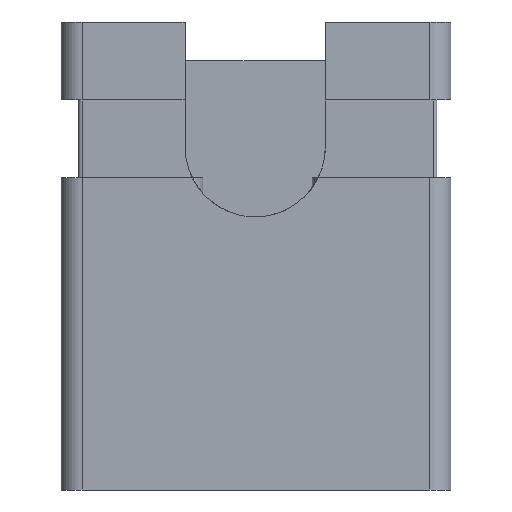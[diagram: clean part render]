
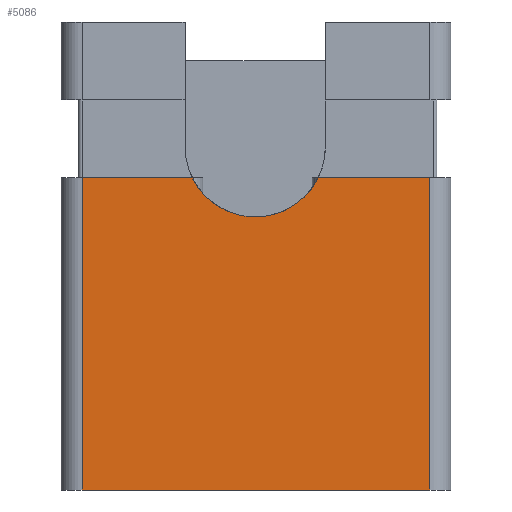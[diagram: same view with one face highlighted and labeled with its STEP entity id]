
A CAD part, front view. The second image highlights one B-rep face of the part: STEP entity #5086.
In plain terms, the highlighted planar face has unit normal (0, -1, 0).
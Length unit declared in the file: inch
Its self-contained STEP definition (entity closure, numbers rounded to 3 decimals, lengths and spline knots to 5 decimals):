
#4191 = PLANE('',#4192);
#4192 = AXIS2_PLACEMENT_3D('',#4193,#4194,#4195);
#4193 = CARTESIAN_POINT('',(0.04685,0.03858,0.1));
#4194 = DIRECTION('',(0.,0.,-1.));
#4195 = DIRECTION('',(-1.,0.,0.));
#4252 = PLANE('',#4253);
#4253 = AXIS2_PLACEMENT_3D('',#4254,#4255,#4256);
#4254 = CARTESIAN_POINT('',(-0.15512,0.05512,
    0.25748));
#4255 = DIRECTION('',(0.,0.,1.));
#4256 = DIRECTION('',(1.,0.,0.));
#4322 = VERTEX_POINT('',#4323);
#4323 = CARTESIAN_POINT('',(0.03622,-0.04921,0.1));
#4342 = CYLINDRICAL_SURFACE('',#4343,0.01063);
#4343 = AXIS2_PLACEMENT_3D('',#4344,#4345,#4346);
#4344 = CARTESIAN_POINT('',(0.03622,-0.03858,0.1)
  );
#4345 = DIRECTION('',(-0.,-0.,-1.));
#4346 = DIRECTION('',(1.,0.,0.));
#4354 = EDGE_CURVE('',#4355,#4322,#4357,.T.);
#4355 = VERTEX_POINT('',#4356);
#4356 = CARTESIAN_POINT('',(-0.13937,-0.04921,0.1));
#4357 = SURFACE_CURVE('',#4358,(#4362,#4369),.PCURVE_S1.);
#4358 = LINE('',#4359,#4360);
#4359 = CARTESIAN_POINT('',(-0.13937,-0.04921,0.1));
#4360 = VECTOR('',#4361,0.03937);
#4361 = DIRECTION('',(1.,0.,0.));
#4362 = PCURVE('',#4191,#4363);
#4363 = DEFINITIONAL_REPRESENTATION('',(#4364),#4368);
#4364 = LINE('',#4365,#4366);
#4365 = CARTESIAN_POINT('',(0.186,-0.088));
#4366 = VECTOR('',#4367,1.);
#4367 = DIRECTION('',(-1.,0.));
#4368 = ( GEOMETRIC_REPRESENTATION_CONTEXT(2) 
PARAMETRIC_REPRESENTATION_CONTEXT() REPRESENTATION_CONTEXT('2D SPACE',''
  ) );
#4369 = PCURVE('',#4370,#4375);
#4370 = PLANE('',#4371);
#4371 = AXIS2_PLACEMENT_3D('',#4372,#4373,#4374);
#4372 = CARTESIAN_POINT('',(-0.13937,-0.04921,0.1));
#4373 = DIRECTION('',(0.,1.,0.));
#4374 = DIRECTION('',(1.,0.,0.));
#4375 = DEFINITIONAL_REPRESENTATION('',(#4376),#4380);
#4376 = LINE('',#4377,#4378);
#4377 = CARTESIAN_POINT('',(0.,0.));
#4378 = VECTOR('',#4379,1.);
#4379 = DIRECTION('',(1.,0.));
#4380 = ( GEOMETRIC_REPRESENTATION_CONTEXT(2) 
PARAMETRIC_REPRESENTATION_CONTEXT() REPRESENTATION_CONTEXT('2D SPACE',''
  ) );
#4403 = CYLINDRICAL_SURFACE('',#4404,0.01063);
#4404 = AXIS2_PLACEMENT_3D('',#4405,#4406,#4407);
#4405 = CARTESIAN_POINT('',(-0.13937,-0.03858,0.1));
#4406 = DIRECTION('',(-0.,-0.,-1.));
#4407 = DIRECTION('',(1.,0.,0.));
#4653 = PLANE('',#4654);
#4654 = AXIS2_PLACEMENT_3D('',#4655,#4656,#4657);
#4655 = CARTESIAN_POINT('',(-0.15512,0.05512,
    0.25748));
#4656 = DIRECTION('',(0.,0.,1.));
#4657 = DIRECTION('',(1.,0.,0.));
#4884 = VERTEX_POINT('',#4885);
#4885 = CARTESIAN_POINT('',(-0.02023,-0.04921,
    0.25748));
#4898 = CYLINDRICAL_SURFACE('',#4899,0.03543);
#4899 = AXIS2_PLACEMENT_3D('',#4900,#4901,#4902);
#4900 = CARTESIAN_POINT('',(-0.05197,-0.04921,
    0.27323));
#4901 = DIRECTION('',(0.,-1.,0.));
#4902 = DIRECTION('',(1.,0.,0.));
#4909 = EDGE_CURVE('',#4884,#4910,#4912,.T.);
#4910 = VERTEX_POINT('',#4911);
#4911 = CARTESIAN_POINT('',(0.03622,-0.04921,
    0.25748));
#4912 = SURFACE_CURVE('',#4913,(#4917,#4923),.PCURVE_S1.);
#4913 = LINE('',#4914,#4915);
#4914 = CARTESIAN_POINT('',(-0.14724,-0.04921,
    0.25748));
#4915 = VECTOR('',#4916,0.03937);
#4916 = DIRECTION('',(1.,0.,0.));
#4917 = PCURVE('',#4252,#4918);
#4918 = DEFINITIONAL_REPRESENTATION('',(#4919),#4922);
#4919 = B_SPLINE_CURVE_WITH_KNOTS('',1,(#4920,#4921),.UNSPECIFIED.,.F.,
  .F.,(2,2),(-0.246,5.106),.PIECEWISE_BEZIER_KNOTS.);
#4920 = CARTESIAN_POINT('',(-0.002,-0.104));
#4921 = CARTESIAN_POINT('',(0.209,-0.104));
#4922 = ( GEOMETRIC_REPRESENTATION_CONTEXT(2) 
PARAMETRIC_REPRESENTATION_CONTEXT() REPRESENTATION_CONTEXT('2D SPACE',''
  ) );
#4923 = PCURVE('',#4370,#4924);
#4924 = DEFINITIONAL_REPRESENTATION('',(#4925),#4928);
#4925 = B_SPLINE_CURVE_WITH_KNOTS('',1,(#4926,#4927),.UNSPECIFIED.,.F.,
  .F.,(2,2),(-0.246,5.106),.PIECEWISE_BEZIER_KNOTS.);
#4926 = CARTESIAN_POINT('',(-0.018,-0.157));
#4927 = CARTESIAN_POINT('',(0.193,-0.157));
#4928 = ( GEOMETRIC_REPRESENTATION_CONTEXT(2) 
PARAMETRIC_REPRESENTATION_CONTEXT() REPRESENTATION_CONTEXT('2D SPACE',''
  ) );
#5010 = EDGE_CURVE('',#4322,#4910,#5011,.T.);
#5011 = SURFACE_CURVE('',#5012,(#5016,#5023),.PCURVE_S1.);
#5012 = LINE('',#5013,#5014);
#5013 = CARTESIAN_POINT('',(0.03622,-0.04921,0.1));
#5014 = VECTOR('',#5015,0.03937);
#5015 = DIRECTION('',(0.,0.,1.));
#5016 = PCURVE('',#4342,#5017);
#5017 = DEFINITIONAL_REPRESENTATION('',(#5018),#5022);
#5018 = LINE('',#5019,#5020);
#5019 = CARTESIAN_POINT('',(-4.712,0.));
#5020 = VECTOR('',#5021,1.);
#5021 = DIRECTION('',(-0.,-1.));
#5022 = ( GEOMETRIC_REPRESENTATION_CONTEXT(2) 
PARAMETRIC_REPRESENTATION_CONTEXT() REPRESENTATION_CONTEXT('2D SPACE',''
  ) );
#5023 = PCURVE('',#4370,#5024);
#5024 = DEFINITIONAL_REPRESENTATION('',(#5025),#5029);
#5025 = LINE('',#5026,#5027);
#5026 = CARTESIAN_POINT('',(0.176,0.));
#5027 = VECTOR('',#5028,1.);
#5028 = DIRECTION('',(0.,-1.));
#5029 = ( GEOMETRIC_REPRESENTATION_CONTEXT(2) 
PARAMETRIC_REPRESENTATION_CONTEXT() REPRESENTATION_CONTEXT('2D SPACE',''
  ) );
#5086 = ADVANCED_FACE('',(#5087),#4370,.F.);
#5087 = FACE_BOUND('',#5088,.F.);
#5088 = EDGE_LOOP('',(#5089,#5090,#5113,#5134,#5160,#5161));
#5089 = ORIENTED_EDGE('',*,*,#4354,.F.);
#5090 = ORIENTED_EDGE('',*,*,#5091,.T.);
#5091 = EDGE_CURVE('',#4355,#5092,#5094,.T.);
#5092 = VERTEX_POINT('',#5093);
#5093 = CARTESIAN_POINT('',(-0.13937,-0.04921,
    0.25748));
#5094 = SURFACE_CURVE('',#5095,(#5099,#5106),.PCURVE_S1.);
#5095 = LINE('',#5096,#5097);
#5096 = CARTESIAN_POINT('',(-0.13937,-0.04921,0.1));
#5097 = VECTOR('',#5098,0.03937);
#5098 = DIRECTION('',(0.,0.,1.));
#5099 = PCURVE('',#4370,#5100);
#5100 = DEFINITIONAL_REPRESENTATION('',(#5101),#5105);
#5101 = LINE('',#5102,#5103);
#5102 = CARTESIAN_POINT('',(0.,0.));
#5103 = VECTOR('',#5104,1.);
#5104 = DIRECTION('',(0.,-1.));
#5105 = ( GEOMETRIC_REPRESENTATION_CONTEXT(2) 
PARAMETRIC_REPRESENTATION_CONTEXT() REPRESENTATION_CONTEXT('2D SPACE',''
  ) );
#5106 = PCURVE('',#4403,#5107);
#5107 = DEFINITIONAL_REPRESENTATION('',(#5108),#5112);
#5108 = LINE('',#5109,#5110);
#5109 = CARTESIAN_POINT('',(-4.712,0.));
#5110 = VECTOR('',#5111,1.);
#5111 = DIRECTION('',(-0.,-1.));
#5112 = ( GEOMETRIC_REPRESENTATION_CONTEXT(2) 
PARAMETRIC_REPRESENTATION_CONTEXT() REPRESENTATION_CONTEXT('2D SPACE',''
  ) );
#5113 = ORIENTED_EDGE('',*,*,#5114,.T.);
#5114 = EDGE_CURVE('',#5092,#5115,#5117,.T.);
#5115 = VERTEX_POINT('',#5116);
#5116 = CARTESIAN_POINT('',(-0.08371,-0.04921,
    0.25748));
#5117 = SURFACE_CURVE('',#5118,(#5122,#5128),.PCURVE_S1.);
#5118 = LINE('',#5119,#5120);
#5119 = CARTESIAN_POINT('',(-0.14724,-0.04921,
    0.25748));
#5120 = VECTOR('',#5121,0.03937);
#5121 = DIRECTION('',(1.,0.,0.));
#5122 = PCURVE('',#4370,#5123);
#5123 = DEFINITIONAL_REPRESENTATION('',(#5124),#5127);
#5124 = B_SPLINE_CURVE_WITH_KNOTS('',1,(#5125,#5126),.UNSPECIFIED.,.F.,
  .F.,(2,2),(-0.246,5.106),.PIECEWISE_BEZIER_KNOTS.);
#5125 = CARTESIAN_POINT('',(-0.018,-0.157));
#5126 = CARTESIAN_POINT('',(0.193,-0.157));
#5127 = ( GEOMETRIC_REPRESENTATION_CONTEXT(2) 
PARAMETRIC_REPRESENTATION_CONTEXT() REPRESENTATION_CONTEXT('2D SPACE',''
  ) );
#5128 = PCURVE('',#4653,#5129);
#5129 = DEFINITIONAL_REPRESENTATION('',(#5130),#5133);
#5130 = B_SPLINE_CURVE_WITH_KNOTS('',1,(#5131,#5132),.UNSPECIFIED.,.F.,
  .F.,(2,2),(-0.246,5.106),.PIECEWISE_BEZIER_KNOTS.);
#5131 = CARTESIAN_POINT('',(-0.002,-0.104));
#5132 = CARTESIAN_POINT('',(0.209,-0.104));
#5133 = ( GEOMETRIC_REPRESENTATION_CONTEXT(2) 
PARAMETRIC_REPRESENTATION_CONTEXT() REPRESENTATION_CONTEXT('2D SPACE',''
  ) );
#5134 = ORIENTED_EDGE('',*,*,#5135,.T.);
#5135 = EDGE_CURVE('',#5115,#4884,#5136,.T.);
#5136 = SURFACE_CURVE('',#5137,(#5142,#5153),.PCURVE_S1.);
#5137 = CIRCLE('',#5138,0.03543);
#5138 = AXIS2_PLACEMENT_3D('',#5139,#5140,#5141);
#5139 = CARTESIAN_POINT('',(-0.05197,-0.04921,
    0.27323));
#5140 = DIRECTION('',(0.,-1.,0.));
#5141 = DIRECTION('',(1.,0.,0.));
#5142 = PCURVE('',#4370,#5143);
#5143 = DEFINITIONAL_REPRESENTATION('',(#5144),#5152);
#5144 = ( BOUNDED_CURVE() B_SPLINE_CURVE(2,(#5145,#5146,#5147,#5148,
#5149,#5150,#5151),.UNSPECIFIED.,.T.,.F.) B_SPLINE_CURVE_WITH_KNOTS((1,2
    ,2,2,2,1),(-2.0944,0.,2.0944,4.18879,
6.28319,8.37758),.UNSPECIFIED.) CURVE() 
GEOMETRIC_REPRESENTATION_ITEM() RATIONAL_B_SPLINE_CURVE((1.,0.5,1.,0.5,
1.,0.5,1.)) REPRESENTATION_ITEM('') );
#5145 = CARTESIAN_POINT('',(0.123,-0.173));
#5146 = CARTESIAN_POINT('',(0.123,-0.235));
#5147 = CARTESIAN_POINT('',(0.07,-0.204));
#5148 = CARTESIAN_POINT('',(0.017,-0.173));
#5149 = CARTESIAN_POINT('',(0.07,-0.143));
#5150 = CARTESIAN_POINT('',(0.123,-0.112));
#5151 = CARTESIAN_POINT('',(0.123,-0.173));
#5152 = ( GEOMETRIC_REPRESENTATION_CONTEXT(2) 
PARAMETRIC_REPRESENTATION_CONTEXT() REPRESENTATION_CONTEXT('2D SPACE',''
  ) );
#5153 = PCURVE('',#4898,#5154);
#5154 = DEFINITIONAL_REPRESENTATION('',(#5155),#5159);
#5155 = LINE('',#5156,#5157);
#5156 = CARTESIAN_POINT('',(0.,0.));
#5157 = VECTOR('',#5158,1.);
#5158 = DIRECTION('',(1.,0.));
#5159 = ( GEOMETRIC_REPRESENTATION_CONTEXT(2) 
PARAMETRIC_REPRESENTATION_CONTEXT() REPRESENTATION_CONTEXT('2D SPACE',''
  ) );
#5160 = ORIENTED_EDGE('',*,*,#4909,.T.);
#5161 = ORIENTED_EDGE('',*,*,#5010,.F.);
